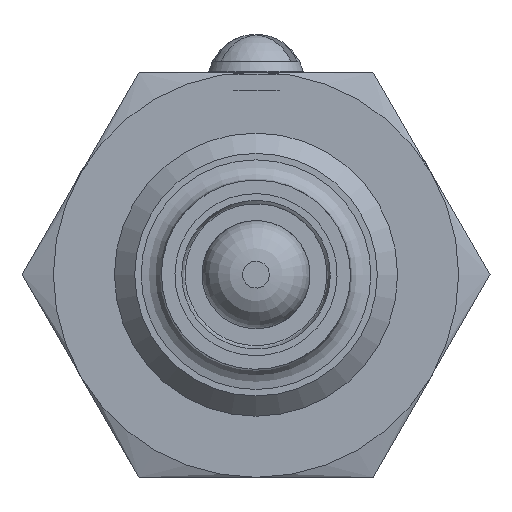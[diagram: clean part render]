
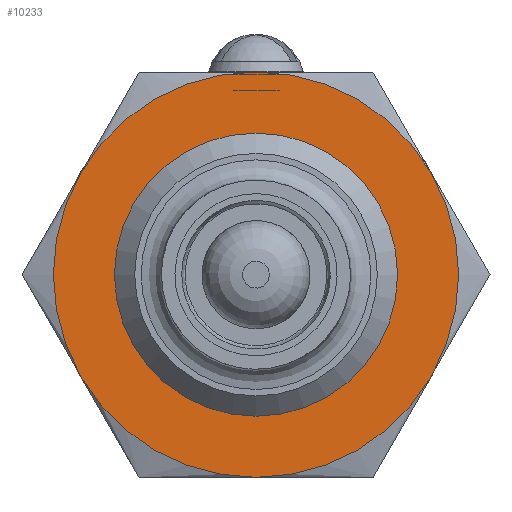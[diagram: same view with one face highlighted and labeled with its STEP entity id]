
A CAD part, left-side view. The second image highlights one B-rep face of the part: STEP entity #10233.
In plain terms, the highlighted planar face has unit normal (-1, 0, 0).
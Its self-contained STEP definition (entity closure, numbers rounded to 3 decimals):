
#658=CIRCLE('',#11017,10.);
#661=CIRCLE('',#11029,15.);
#662=CIRCLE('',#11030,15.);
#663=CIRCLE('',#11031,15.);
#664=CIRCLE('',#11032,15.);
#665=CIRCLE('',#11033,15.);
#666=CIRCLE('',#11034,15.);
#1943=ORIENTED_EDGE('',*,*,#3751,.T.);
#1944=ORIENTED_EDGE('',*,*,#3778,.F.);
#1945=ORIENTED_EDGE('',*,*,#3779,.F.);
#1946=ORIENTED_EDGE('',*,*,#3780,.F.);
#1947=ORIENTED_EDGE('',*,*,#3781,.F.);
#1948=ORIENTED_EDGE('',*,*,#3782,.F.);
#1949=ORIENTED_EDGE('',*,*,#3783,.F.);
#3751=EDGE_CURVE('',#4687,#4687,#658,.T.);
#3778=EDGE_CURVE('',#4696,#4700,#661,.T.);
#3779=EDGE_CURVE('',#4691,#4696,#662,.T.);
#3780=EDGE_CURVE('',#4706,#4691,#663,.T.);
#3781=EDGE_CURVE('',#4641,#4706,#664,.T.);
#3782=EDGE_CURVE('',#4704,#4641,#665,.T.);
#3783=EDGE_CURVE('',#4700,#4704,#666,.T.);
#4641=VERTEX_POINT('',#14871);
#4687=VERTEX_POINT('',#15007);
#4691=VERTEX_POINT('',#15021);
#4696=VERTEX_POINT('',#15045);
#4700=VERTEX_POINT('',#15067);
#4704=VERTEX_POINT('',#15089);
#4706=VERTEX_POINT('',#15108);
#5521=EDGE_LOOP('',(#1943));
#5522=EDGE_LOOP('',(#1944,#1945,#1946,#1947,#1948,#1949));
#6557=FACE_BOUND('',#5521,.T.);
#6558=FACE_BOUND('',#5522,.T.);
#7523=PLANE('',#11028);
#10233=ADVANCED_FACE('',(#6557,#6558),#7523,.F.);
#11017=AXIS2_PLACEMENT_3D('',#15006,#12291,#12292);
#11028=AXIS2_PLACEMENT_3D('',#15122,#12317,#12318);
#11029=AXIS2_PLACEMENT_3D('',#15123,#12319,#12320);
#11030=AXIS2_PLACEMENT_3D('',#15124,#12321,#12322);
#11031=AXIS2_PLACEMENT_3D('',#15125,#12323,#12324);
#11032=AXIS2_PLACEMENT_3D('',#15126,#12325,#12326);
#11033=AXIS2_PLACEMENT_3D('',#15127,#12327,#12328);
#11034=AXIS2_PLACEMENT_3D('',#15128,#12329,#12330);
#12291=DIRECTION('',(1.,0.,0.));
#12292=DIRECTION('',(0.,0.,-1.));
#12317=DIRECTION('',(1.,0.,0.));
#12318=DIRECTION('',(0.,0.,-1.));
#12319=DIRECTION('',(1.,0.,0.));
#12320=DIRECTION('',(0.,0.,-1.));
#12321=DIRECTION('',(1.,0.,0.));
#12322=DIRECTION('',(0.,0.,-1.));
#12323=DIRECTION('',(1.,0.,0.));
#12324=DIRECTION('',(0.,0.,-1.));
#12325=DIRECTION('',(1.,0.,0.));
#12326=DIRECTION('',(0.,0.,-1.));
#12327=DIRECTION('',(1.,0.,0.));
#12328=DIRECTION('',(0.,0.,-1.));
#12329=DIRECTION('',(1.,0.,0.));
#12330=DIRECTION('',(0.,0.,-1.));
#14871=CARTESIAN_POINT('',(13.,0.,15.));
#15006=CARTESIAN_POINT('',(13.,0.,0.));
#15007=CARTESIAN_POINT('',(13.,0.,-10.));
#15021=CARTESIAN_POINT('',(13.,-12.99,-7.5));
#15045=CARTESIAN_POINT('',(13.,0.,-15.));
#15067=CARTESIAN_POINT('',(13.,12.99,-7.5));
#15089=CARTESIAN_POINT('',(13.,12.99,7.5));
#15108=CARTESIAN_POINT('',(13.,-12.99,7.5));
#15122=CARTESIAN_POINT('',(13.,0.,9.));
#15123=CARTESIAN_POINT('',(13.,0.,0.));
#15124=CARTESIAN_POINT('',(13.,0.,0.));
#15125=CARTESIAN_POINT('',(13.,0.,0.));
#15126=CARTESIAN_POINT('',(13.,0.,0.));
#15127=CARTESIAN_POINT('',(13.,0.,0.));
#15128=CARTESIAN_POINT('',(13.,0.,0.));
